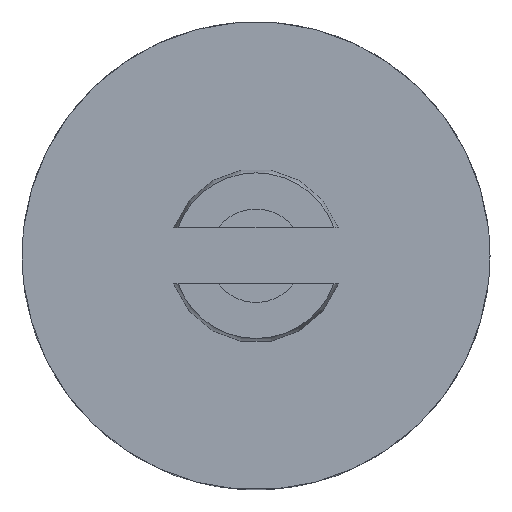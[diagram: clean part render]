
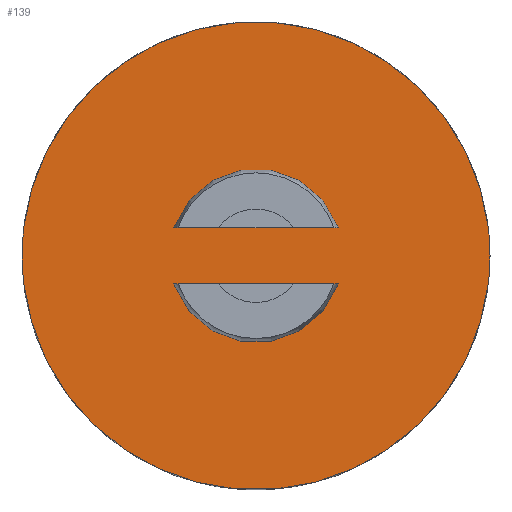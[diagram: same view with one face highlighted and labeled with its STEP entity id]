
A CAD part, top view. The second image highlights one B-rep face of the part: STEP entity #139.
In plain terms, the highlighted planar face has unit normal (0, 0, 1).
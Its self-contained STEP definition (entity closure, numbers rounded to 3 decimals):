
#31 = VERTEX_POINT('',#32);
#32 = CARTESIAN_POINT('',(12.5,0.,5.));
#38 = EDGE_CURVE('',#31,#39,#41,.T.);
#39 = VERTEX_POINT('',#40);
#40 = CARTESIAN_POINT('',(12.41,1.5,5.));
#41 = CIRCLE('',#42,12.5);
#42 = AXIS2_PLACEMENT_3D('',#43,#44,#45);
#43 = CARTESIAN_POINT('',(0.,0.,5.));
#44 = DIRECTION('',(0.,0.,1.));
#45 = DIRECTION('',(1.,0.,0.));
#47 = EDGE_CURVE('',#39,#48,#50,.T.);
#48 = VERTEX_POINT('',#49);
#49 = CARTESIAN_POINT('',(-12.41,1.5,5.));
#50 = CIRCLE('',#51,12.5);
#51 = AXIS2_PLACEMENT_3D('',#52,#53,#54);
#52 = CARTESIAN_POINT('',(0.,0.,5.));
#53 = DIRECTION('',(0.,0.,1.));
#54 = DIRECTION('',(1.,0.,0.));
#56 = EDGE_CURVE('',#48,#57,#59,.T.);
#57 = VERTEX_POINT('',#58);
#58 = CARTESIAN_POINT('',(-12.41,-1.5,5.));
#59 = CIRCLE('',#60,12.5);
#60 = AXIS2_PLACEMENT_3D('',#61,#62,#63);
#61 = CARTESIAN_POINT('',(0.,0.,5.));
#62 = DIRECTION('',(0.,0.,1.));
#63 = DIRECTION('',(1.,0.,0.));
#65 = EDGE_CURVE('',#57,#66,#68,.T.);
#66 = VERTEX_POINT('',#67);
#67 = CARTESIAN_POINT('',(12.41,-1.5,5.));
#68 = CIRCLE('',#69,12.5);
#69 = AXIS2_PLACEMENT_3D('',#70,#71,#72);
#70 = CARTESIAN_POINT('',(0.,0.,5.));
#71 = DIRECTION('',(0.,0.,1.));
#72 = DIRECTION('',(1.,0.,0.));
#74 = EDGE_CURVE('',#66,#31,#75,.T.);
#75 = CIRCLE('',#76,12.5);
#76 = AXIS2_PLACEMENT_3D('',#77,#78,#79);
#77 = CARTESIAN_POINT('',(0.,0.,5.));
#78 = DIRECTION('',(0.,0.,1.));
#79 = DIRECTION('',(1.,0.,0.));
#139 = ADVANCED_FACE('',(#140,#147,#166),#185,.T.);
#140 = FACE_BOUND('',#141,.T.);
#141 = EDGE_LOOP('',(#142,#143,#144,#145,#146));
#142 = ORIENTED_EDGE('',*,*,#47,.T.);
#143 = ORIENTED_EDGE('',*,*,#56,.T.);
#144 = ORIENTED_EDGE('',*,*,#65,.T.);
#145 = ORIENTED_EDGE('',*,*,#74,.T.);
#146 = ORIENTED_EDGE('',*,*,#38,.T.);
#147 = FACE_BOUND('',#148,.T.);
#148 = EDGE_LOOP('',(#149,#160));
#149 = ORIENTED_EDGE('',*,*,#150,.F.);
#150 = EDGE_CURVE('',#151,#153,#155,.T.);
#151 = VERTEX_POINT('',#152);
#152 = CARTESIAN_POINT('',(4.163,1.5,5.));
#153 = VERTEX_POINT('',#154);
#154 = CARTESIAN_POINT('',(-4.163,1.5,5.));
#155 = CIRCLE('',#156,4.425);
#156 = AXIS2_PLACEMENT_3D('',#157,#158,#159);
#157 = CARTESIAN_POINT('',(0.,0.,5.));
#158 = DIRECTION('',(0.,0.,1.));
#159 = DIRECTION('',(1.,0.,0.));
#160 = ORIENTED_EDGE('',*,*,#161,.T.);
#161 = EDGE_CURVE('',#151,#153,#162,.T.);
#162 = LINE('',#163,#164);
#163 = CARTESIAN_POINT('',(13.417,1.5,5.));
#164 = VECTOR('',#165,1.);
#165 = DIRECTION('',(-1.,0.,0.));
#166 = FACE_BOUND('',#167,.T.);
#167 = EDGE_LOOP('',(#168,#179));
#168 = ORIENTED_EDGE('',*,*,#169,.F.);
#169 = EDGE_CURVE('',#170,#172,#174,.T.);
#170 = VERTEX_POINT('',#171);
#171 = CARTESIAN_POINT('',(-4.163,-1.5,5.));
#172 = VERTEX_POINT('',#173);
#173 = CARTESIAN_POINT('',(4.163,-1.5,5.));
#174 = CIRCLE('',#175,4.425);
#175 = AXIS2_PLACEMENT_3D('',#176,#177,#178);
#176 = CARTESIAN_POINT('',(0.,0.,5.));
#177 = DIRECTION('',(0.,0.,1.));
#178 = DIRECTION('',(1.,0.,0.));
#179 = ORIENTED_EDGE('',*,*,#180,.T.);
#180 = EDGE_CURVE('',#170,#172,#181,.T.);
#181 = LINE('',#182,#183);
#182 = CARTESIAN_POINT('',(-13.417,-1.5,5.));
#183 = VECTOR('',#184,1.);
#184 = DIRECTION('',(1.,0.,0.));
#185 = PLANE('',#186);
#186 = AXIS2_PLACEMENT_3D('',#187,#188,#189);
#187 = CARTESIAN_POINT('',(0.,0.,5.));
#188 = DIRECTION('',(0.,0.,1.));
#189 = DIRECTION('',(1.,0.,0.));
